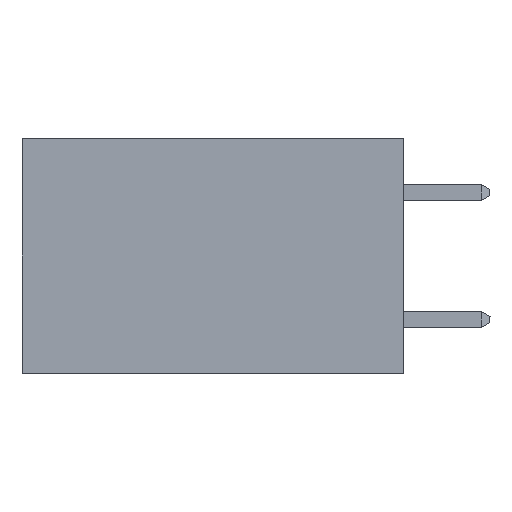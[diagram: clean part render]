
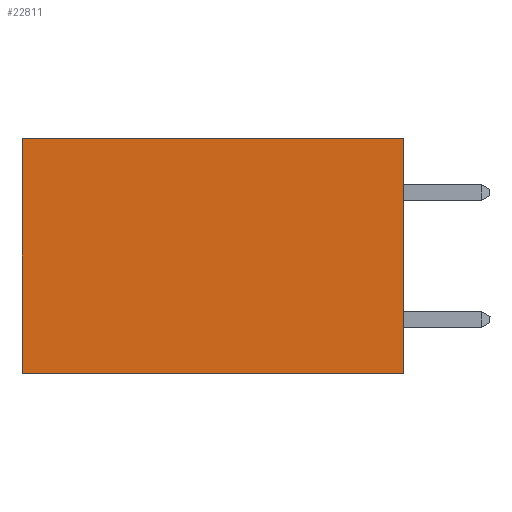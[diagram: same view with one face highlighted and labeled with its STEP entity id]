
A CAD part, left-side view. The second image highlights one B-rep face of the part: STEP entity #22811.
In plain terms, the highlighted planar face has unit normal (-1, 0, 0).
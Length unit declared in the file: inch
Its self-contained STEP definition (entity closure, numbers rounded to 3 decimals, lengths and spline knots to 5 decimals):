
#701 = CARTESIAN_POINT ( 'NONE',  ( 0.2875, 0., -0.37 ) ) ;
#1248 = DIRECTION ( 'NONE',  ( 0., 0., -1. ) ) ;
#2017 = VERTEX_POINT ( 'NONE', #17453 ) ;
#3155 = VECTOR ( 'NONE', #9657, 39.37008 ) ;
#3254 = LINE ( 'NONE', #22394, #8761 ) ;
#3948 = LINE ( 'NONE', #701, #3155 ) ;
#4197 = CARTESIAN_POINT ( 'NONE',  ( 0.2875, 0., 0. ) ) ;
#5029 = CARTESIAN_POINT ( 'NONE',  ( 0.2875, 0., -0.37 ) ) ;
#5917 = EDGE_CURVE ( 'NONE', #16982, #10754, #18924, .T. ) ;
#6152 = AXIS2_PLACEMENT_3D ( 'NONE', #6589, #15141, #1248 ) ;
#6460 = EDGE_CURVE ( 'NONE', #10754, #14106, #3948, .T. ) ;
#6589 = CARTESIAN_POINT ( 'NONE',  ( 0.2875, 0., 0. ) ) ;
#7019 = VECTOR ( 'NONE', #8040, 39.37008 ) ;
#8040 = DIRECTION ( 'NONE',  ( 0., 1., 0. ) ) ;
#8350 = ORIENTED_EDGE ( 'NONE', *, *, #14568, .T. ) ;
#8761 = VECTOR ( 'NONE', #16817, 39.37008 ) ;
#8818 = FACE_OUTER_BOUND ( 'NONE', #17241, .T. ) ;
#9657 = DIRECTION ( 'NONE',  ( 0., 1., 0. ) ) ;
#9897 = CARTESIAN_POINT ( 'NONE',  ( 0.2875, 0., 0. ) ) ;
#10020 = ORIENTED_EDGE ( 'NONE', *, *, #6460, .F. ) ;
#10754 = VERTEX_POINT ( 'NONE', #5029 ) ;
#12501 = CARTESIAN_POINT ( 'NONE',  ( 0.2875, 0.6, -0.37 ) ) ;
#13524 = DIRECTION ( 'NONE',  ( 0., 0., -1. ) ) ;
#13651 = VECTOR ( 'NONE', #13524, 39.37008 ) ;
#13747 = ORIENTED_EDGE ( 'NONE', *, *, #20057, .T. ) ;
#14106 = VERTEX_POINT ( 'NONE', #12501 ) ;
#14568 = EDGE_CURVE ( 'NONE', #16982, #2017, #19203, .T. ) ;
#15141 = DIRECTION ( 'NONE',  ( 1., 0., 0. ) ) ;
#15217 = PLANE ( 'NONE',  #6152 ) ;
#16779 = CARTESIAN_POINT ( 'NONE',  ( 0.2875, 0., 0. ) ) ;
#16817 = DIRECTION ( 'NONE',  ( 0., 0., -1. ) ) ;
#16982 = VERTEX_POINT ( 'NONE', #4197 ) ;
#17241 = EDGE_LOOP ( 'NONE', ( #13747, #10020, #21884, #8350 ) ) ;
#17453 = CARTESIAN_POINT ( 'NONE',  ( 0.2875, 0.6, 0. ) ) ;
#18924 = LINE ( 'NONE', #16779, #13651 ) ;
#19203 = LINE ( 'NONE', #9897, #7019 ) ;
#20057 = EDGE_CURVE ( 'NONE', #2017, #14106, #3254, .T. ) ;
#21884 = ORIENTED_EDGE ( 'NONE', *, *, #5917, .F. ) ;
#22394 = CARTESIAN_POINT ( 'NONE',  ( 0.2875, 0.6, 0. ) ) ;
#22811 = ADVANCED_FACE ( 'NONE', ( #8818 ), #15217, .F. ) ;
